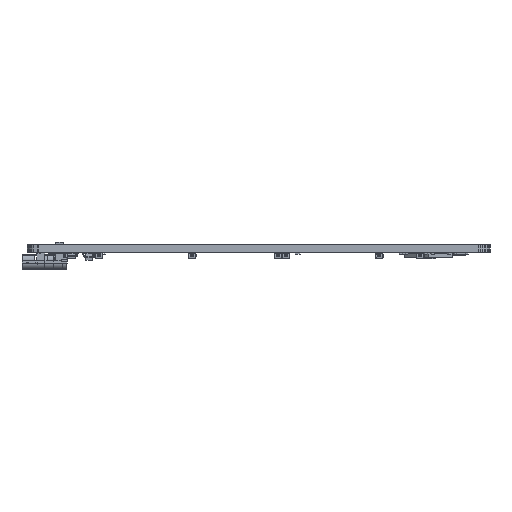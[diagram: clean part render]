
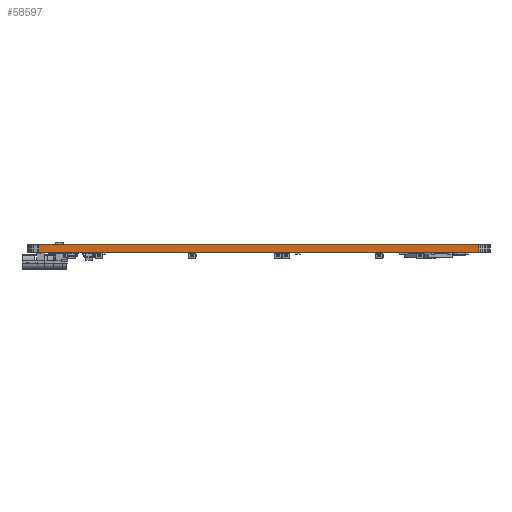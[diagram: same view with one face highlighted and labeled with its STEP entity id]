
A CAD part, left-side view. The second image highlights one B-rep face of the part: STEP entity #58597.
In plain terms, the highlighted planar face has unit normal (-1, 0, 0).
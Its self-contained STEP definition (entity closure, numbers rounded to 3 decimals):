
#40110 = VERTEX_POINT('',#40111);
#40111 = CARTESIAN_POINT('',(-142.35,44.85,0.));
#40117 = EDGE_CURVE('',#40118,#40110,#40120,.T.);
#40118 = VERTEX_POINT('',#40119);
#40119 = CARTESIAN_POINT('',(-142.35,-44.85,0.));
#40120 = LINE('',#40121,#40122);
#40121 = CARTESIAN_POINT('',(-142.35,-44.85,0.));
#40122 = VECTOR('',#40123,1.);
#40123 = DIRECTION('',(0.,1.,0.));
#49223 = VERTEX_POINT('',#49224);
#49224 = CARTESIAN_POINT('',(-142.35,44.85,1.6));
#49230 = EDGE_CURVE('',#49231,#49223,#49233,.T.);
#49231 = VERTEX_POINT('',#49232);
#49232 = CARTESIAN_POINT('',(-142.35,-44.85,1.6));
#49233 = LINE('',#49234,#49235);
#49234 = CARTESIAN_POINT('',(-142.35,-44.85,1.6));
#49235 = VECTOR('',#49236,1.);
#49236 = DIRECTION('',(0.,1.,0.));
#58567 = EDGE_CURVE('',#40110,#49223,#58568,.T.);
#58568 = LINE('',#58569,#58570);
#58569 = CARTESIAN_POINT('',(-142.35,44.85,0.));
#58570 = VECTOR('',#58571,1.);
#58571 = DIRECTION('',(0.,0.,1.));
#58597 = ADVANCED_FACE('',(#58598),#58609,.T.);
#58598 = FACE_BOUND('',#58599,.T.);
#58599 = EDGE_LOOP('',(#58600,#58606,#58607,#58608));
#58600 = ORIENTED_EDGE('',*,*,#58601,.T.);
#58601 = EDGE_CURVE('',#40118,#49231,#58602,.T.);
#58602 = LINE('',#58603,#58604);
#58603 = CARTESIAN_POINT('',(-142.35,-44.85,0.));
#58604 = VECTOR('',#58605,1.);
#58605 = DIRECTION('',(0.,0.,1.));
#58606 = ORIENTED_EDGE('',*,*,#49230,.T.);
#58607 = ORIENTED_EDGE('',*,*,#58567,.F.);
#58608 = ORIENTED_EDGE('',*,*,#40117,.F.);
#58609 = PLANE('',#58610);
#58610 = AXIS2_PLACEMENT_3D('',#58611,#58612,#58613);
#58611 = CARTESIAN_POINT('',(-142.35,-44.85,0.));
#58612 = DIRECTION('',(-1.,0.,0.));
#58613 = DIRECTION('',(0.,1.,0.));
